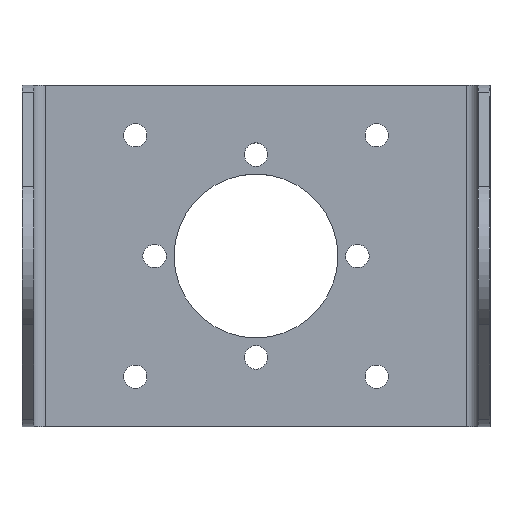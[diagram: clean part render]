
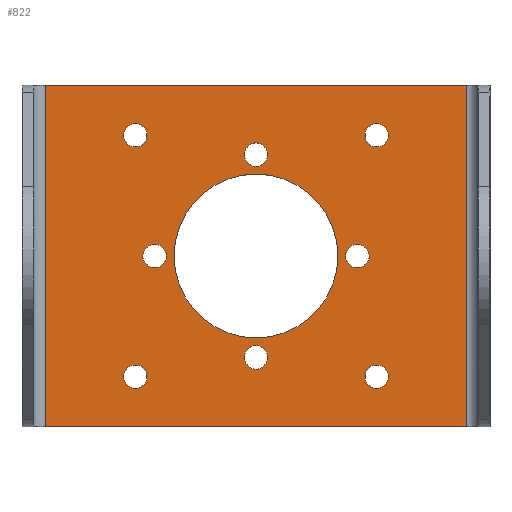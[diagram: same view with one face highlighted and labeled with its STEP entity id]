
A CAD part, top view. The second image highlights one B-rep face of the part: STEP entity #822.
In plain terms, the highlighted planar face has unit normal (0, 0, 1).
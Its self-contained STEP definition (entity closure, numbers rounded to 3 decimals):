
#28=FACE_BOUND('',#152,.T.);
#29=FACE_BOUND('',#153,.T.);
#30=FACE_BOUND('',#154,.T.);
#31=FACE_BOUND('',#155,.T.);
#32=FACE_BOUND('',#156,.T.);
#33=FACE_BOUND('',#157,.T.);
#34=FACE_BOUND('',#158,.T.);
#35=FACE_BOUND('',#159,.T.);
#36=FACE_BOUND('',#160,.T.);
#56=PLANE('',#934);
#97=FACE_OUTER_BOUND('',#151,.T.);
#151=EDGE_LOOP('',(#740,#741,#742,#743));
#152=EDGE_LOOP('',(#744,#745));
#153=EDGE_LOOP('',(#746,#747));
#154=EDGE_LOOP('',(#748,#749));
#155=EDGE_LOOP('',(#750,#751));
#156=EDGE_LOOP('',(#752,#753));
#157=EDGE_LOOP('',(#754,#755));
#158=EDGE_LOOP('',(#756,#757));
#159=EDGE_LOOP('',(#758,#759));
#160=EDGE_LOOP('',(#760));
#210=LINE('',#1400,#269);
#215=LINE('',#1418,#274);
#217=LINE('',#1421,#276);
#219=LINE('',#1425,#278);
#269=VECTOR('',#1156,10.);
#274=VECTOR('',#1179,10.);
#276=VECTOR('',#1183,10.);
#278=VECTOR('',#1189,10.);
#279=CIRCLE('',#838,1.5);
#280=CIRCLE('',#839,1.5);
#283=CIRCLE('',#843,1.5);
#284=CIRCLE('',#844,1.5);
#287=CIRCLE('',#848,1.5);
#288=CIRCLE('',#849,1.5);
#291=CIRCLE('',#853,1.5);
#292=CIRCLE('',#854,1.5);
#310=CIRCLE('',#884,1.5);
#311=CIRCLE('',#885,1.5);
#313=CIRCLE('',#888,1.5);
#314=CIRCLE('',#889,1.5);
#316=CIRCLE('',#892,1.5);
#317=CIRCLE('',#893,1.5);
#319=CIRCLE('',#896,1.5);
#320=CIRCLE('',#897,1.5);
#324=CIRCLE('',#902,10.5);
#336=VERTEX_POINT('',#1194);
#337=VERTEX_POINT('',#1195);
#340=VERTEX_POINT('',#1204);
#341=VERTEX_POINT('',#1205);
#344=VERTEX_POINT('',#1214);
#345=VERTEX_POINT('',#1215);
#348=VERTEX_POINT('',#1224);
#349=VERTEX_POINT('',#1225);
#386=VERTEX_POINT('',#1323);
#387=VERTEX_POINT('',#1324);
#389=VERTEX_POINT('',#1331);
#390=VERTEX_POINT('',#1332);
#392=VERTEX_POINT('',#1339);
#393=VERTEX_POINT('',#1340);
#395=VERTEX_POINT('',#1347);
#396=VERTEX_POINT('',#1348);
#400=VERTEX_POINT('',#1359);
#407=VERTEX_POINT('',#1392);
#408=VERTEX_POINT('',#1396);
#411=VERTEX_POINT('',#1410);
#412=VERTEX_POINT('',#1414);
#413=EDGE_CURVE('',#336,#337,#279,.T.);
#414=EDGE_CURVE('',#337,#336,#280,.T.);
#418=EDGE_CURVE('',#340,#341,#283,.T.);
#419=EDGE_CURVE('',#341,#340,#284,.T.);
#423=EDGE_CURVE('',#344,#345,#287,.T.);
#424=EDGE_CURVE('',#345,#344,#288,.T.);
#428=EDGE_CURVE('',#348,#349,#291,.T.);
#429=EDGE_CURVE('',#349,#348,#292,.T.);
#477=EDGE_CURVE('',#386,#387,#310,.T.);
#478=EDGE_CURVE('',#387,#386,#311,.T.);
#481=EDGE_CURVE('',#389,#390,#313,.T.);
#482=EDGE_CURVE('',#390,#389,#314,.T.);
#485=EDGE_CURVE('',#392,#393,#316,.T.);
#486=EDGE_CURVE('',#393,#392,#317,.T.);
#489=EDGE_CURVE('',#395,#396,#319,.T.);
#490=EDGE_CURVE('',#396,#395,#320,.T.);
#496=EDGE_CURVE('',#400,#400,#324,.T.);
#515=EDGE_CURVE('',#407,#408,#210,.T.);
#524=EDGE_CURVE('',#411,#412,#215,.T.);
#526=EDGE_CURVE('',#408,#411,#217,.T.);
#528=EDGE_CURVE('',#412,#407,#219,.T.);
#740=ORIENTED_EDGE('',*,*,#515,.T.);
#741=ORIENTED_EDGE('',*,*,#526,.T.);
#742=ORIENTED_EDGE('',*,*,#524,.T.);
#743=ORIENTED_EDGE('',*,*,#528,.T.);
#744=ORIENTED_EDGE('',*,*,#413,.T.);
#745=ORIENTED_EDGE('',*,*,#414,.T.);
#746=ORIENTED_EDGE('',*,*,#418,.T.);
#747=ORIENTED_EDGE('',*,*,#419,.T.);
#748=ORIENTED_EDGE('',*,*,#423,.T.);
#749=ORIENTED_EDGE('',*,*,#424,.T.);
#750=ORIENTED_EDGE('',*,*,#428,.T.);
#751=ORIENTED_EDGE('',*,*,#429,.T.);
#752=ORIENTED_EDGE('',*,*,#477,.T.);
#753=ORIENTED_EDGE('',*,*,#478,.T.);
#754=ORIENTED_EDGE('',*,*,#481,.T.);
#755=ORIENTED_EDGE('',*,*,#482,.T.);
#756=ORIENTED_EDGE('',*,*,#485,.T.);
#757=ORIENTED_EDGE('',*,*,#486,.T.);
#758=ORIENTED_EDGE('',*,*,#489,.T.);
#759=ORIENTED_EDGE('',*,*,#490,.T.);
#760=ORIENTED_EDGE('',*,*,#496,.T.);
#822=ADVANCED_FACE('',(#97,#28,#29,#30,#31,#32,#33,#34,#35,#36),#56,.T.);
#838=AXIS2_PLACEMENT_3D('',#1196,#939,#940);
#839=AXIS2_PLACEMENT_3D('',#1197,#941,#942);
#843=AXIS2_PLACEMENT_3D('',#1206,#950,#951);
#844=AXIS2_PLACEMENT_3D('',#1207,#952,#953);
#848=AXIS2_PLACEMENT_3D('',#1216,#961,#962);
#849=AXIS2_PLACEMENT_3D('',#1217,#963,#964);
#853=AXIS2_PLACEMENT_3D('',#1226,#972,#973);
#854=AXIS2_PLACEMENT_3D('',#1227,#974,#975);
#884=AXIS2_PLACEMENT_3D('',#1325,#1064,#1065);
#885=AXIS2_PLACEMENT_3D('',#1326,#1066,#1067);
#888=AXIS2_PLACEMENT_3D('',#1333,#1073,#1074);
#889=AXIS2_PLACEMENT_3D('',#1334,#1075,#1076);
#892=AXIS2_PLACEMENT_3D('',#1341,#1082,#1083);
#893=AXIS2_PLACEMENT_3D('',#1342,#1084,#1085);
#896=AXIS2_PLACEMENT_3D('',#1349,#1091,#1092);
#897=AXIS2_PLACEMENT_3D('',#1350,#1093,#1094);
#902=AXIS2_PLACEMENT_3D('',#1361,#1105,#1106);
#934=AXIS2_PLACEMENT_3D('',#1426,#1190,#1191);
#939=DIRECTION('center_axis',(0.,0.,-1.));
#940=DIRECTION('ref_axis',(1.,0.,0.));
#941=DIRECTION('center_axis',(0.,0.,-1.));
#942=DIRECTION('ref_axis',(1.,0.,0.));
#950=DIRECTION('center_axis',(0.,0.,-1.));
#951=DIRECTION('ref_axis',(1.,0.,0.));
#952=DIRECTION('center_axis',(0.,0.,-1.));
#953=DIRECTION('ref_axis',(1.,0.,0.));
#961=DIRECTION('center_axis',(0.,0.,-1.));
#962=DIRECTION('ref_axis',(1.,0.,0.));
#963=DIRECTION('center_axis',(0.,0.,-1.));
#964=DIRECTION('ref_axis',(1.,0.,0.));
#972=DIRECTION('center_axis',(0.,0.,-1.));
#973=DIRECTION('ref_axis',(1.,0.,0.));
#974=DIRECTION('center_axis',(0.,0.,-1.));
#975=DIRECTION('ref_axis',(1.,0.,0.));
#1064=DIRECTION('center_axis',(0.,0.,-1.));
#1065=DIRECTION('ref_axis',(1.,0.,0.));
#1066=DIRECTION('center_axis',(0.,0.,-1.));
#1067=DIRECTION('ref_axis',(1.,0.,0.));
#1073=DIRECTION('center_axis',(0.,0.,-1.));
#1074=DIRECTION('ref_axis',(1.,0.,0.));
#1075=DIRECTION('center_axis',(0.,0.,-1.));
#1076=DIRECTION('ref_axis',(1.,0.,0.));
#1082=DIRECTION('center_axis',(0.,0.,-1.));
#1083=DIRECTION('ref_axis',(1.,0.,0.));
#1084=DIRECTION('center_axis',(0.,0.,-1.));
#1085=DIRECTION('ref_axis',(1.,0.,0.));
#1091=DIRECTION('center_axis',(0.,0.,-1.));
#1092=DIRECTION('ref_axis',(1.,0.,0.));
#1093=DIRECTION('center_axis',(0.,0.,-1.));
#1094=DIRECTION('ref_axis',(1.,0.,0.));
#1105=DIRECTION('center_axis',(0.,0.,-1.));
#1106=DIRECTION('ref_axis',(-1.,0.,0.));
#1156=DIRECTION('',(0.,-1.,0.));
#1179=DIRECTION('',(0.,1.,0.));
#1183=DIRECTION('',(1.,0.,0.));
#1189=DIRECTION('',(-1.,0.,0.));
#1190=DIRECTION('center_axis',(0.,0.,1.));
#1191=DIRECTION('ref_axis',(0.,-1.,0.));
#1194=CARTESIAN_POINT('',(1.5,13.,0.));
#1195=CARTESIAN_POINT('',(-1.5,13.,0.));
#1196=CARTESIAN_POINT('Origin',(0.,13.,0.));
#1197=CARTESIAN_POINT('Origin',(0.,13.,0.));
#1204=CARTESIAN_POINT('',(1.5,-13.,0.));
#1205=CARTESIAN_POINT('',(-1.5,-13.,0.));
#1206=CARTESIAN_POINT('Origin',(0.,-13.,0.));
#1207=CARTESIAN_POINT('Origin',(0.,-13.,0.));
#1214=CARTESIAN_POINT('',(-11.5,0.,0.));
#1215=CARTESIAN_POINT('',(-14.5,0.,0.));
#1216=CARTESIAN_POINT('Origin',(-13.,0.,0.));
#1217=CARTESIAN_POINT('Origin',(-13.,0.,0.));
#1224=CARTESIAN_POINT('',(14.5,0.,0.));
#1225=CARTESIAN_POINT('',(11.5,0.,0.));
#1226=CARTESIAN_POINT('Origin',(13.,0.,0.));
#1227=CARTESIAN_POINT('Origin',(13.,0.,0.));
#1323=CARTESIAN_POINT('',(-13.986,-15.486,0.));
#1324=CARTESIAN_POINT('',(-16.986,-15.486,0.));
#1325=CARTESIAN_POINT('Origin',(-15.486,-15.486,0.));
#1326=CARTESIAN_POINT('Origin',(-15.486,-15.486,0.));
#1331=CARTESIAN_POINT('',(16.986,15.486,0.));
#1332=CARTESIAN_POINT('',(13.986,15.486,0.));
#1333=CARTESIAN_POINT('Origin',(15.486,15.486,0.));
#1334=CARTESIAN_POINT('Origin',(15.486,15.486,0.));
#1339=CARTESIAN_POINT('',(-13.986,15.486,0.));
#1340=CARTESIAN_POINT('',(-16.986,15.486,0.));
#1341=CARTESIAN_POINT('Origin',(-15.486,15.486,0.));
#1342=CARTESIAN_POINT('Origin',(-15.486,15.486,0.));
#1347=CARTESIAN_POINT('',(16.986,-15.486,0.));
#1348=CARTESIAN_POINT('',(13.986,-15.486,0.));
#1349=CARTESIAN_POINT('Origin',(15.486,-15.486,0.));
#1350=CARTESIAN_POINT('Origin',(15.486,-15.486,0.));
#1359=CARTESIAN_POINT('',(10.5,0.,0.));
#1361=CARTESIAN_POINT('Origin',(0.,0.,
0.));
#1392=CARTESIAN_POINT('',(-27.,21.9,0.));
#1396=CARTESIAN_POINT('',(-27.,-21.9,0.));
#1400=CARTESIAN_POINT('',(-27.,10.95,0.));
#1410=CARTESIAN_POINT('',(27.,-21.9,0.));
#1414=CARTESIAN_POINT('',(27.,21.9,0.));
#1418=CARTESIAN_POINT('',(27.,-10.95,0.));
#1421=CARTESIAN_POINT('',(-30.,-21.9,0.));
#1425=CARTESIAN_POINT('',(30.,21.9,0.));
#1426=CARTESIAN_POINT('Origin',(0.,0.,
0.));
